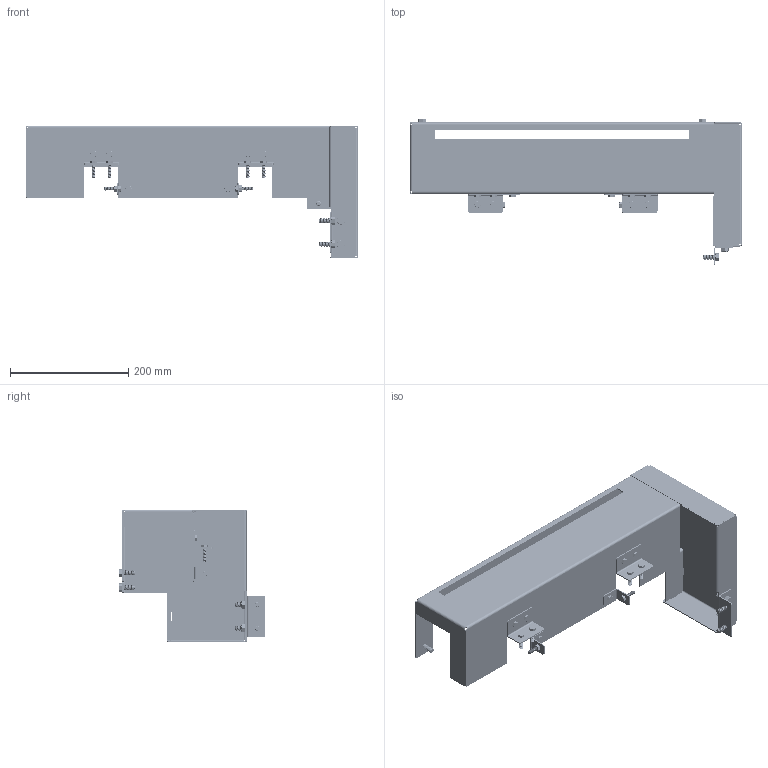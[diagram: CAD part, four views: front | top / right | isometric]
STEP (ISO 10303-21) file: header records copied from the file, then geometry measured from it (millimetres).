
FILE_DESCRIPTION (( 'STEP AP203' ), '1' );
FILE_NAME ('beschermkap samenstelling.STEP', '2019-09-10T09:08:28', ( '' ), ( '' ), 'SwSTEP 2.0', 'SolidWorks 2018', '' );
FILE_SCHEMA (( 'CONFIG_CONTROL_DESIGN' ));
Length unit declared in the file: millimetre
Products named in the file (11): M8_Predeterminado; Beschermkap 3; beschermkap samenstelling; steunpunt 2; civata1_VarsayÕlan; Beschermkap 2; Beschermkap 1; steunpunt; civata_VarsayÕlan; Tuerca_M8x30_paso1,25_Predeterminado; steunpunt 3
Assembly tree (37 placements, depth 2):
  beschermkap samenstelling
    Beschermkap 1
    Beschermkap 2
    Beschermkap 3
    steunpunt 3
    steunpunt 2  x2
    steunpunt  x2
    M8_Predeterminado  x7
    Tuerca_M8x30_paso1,25_Predeterminado  x2
    civata1_VarsayÕlan  x12
    civata_VarsayÕlan  x8
Bounding box: 561.95 x 248.5 x 225 mm (x, y, z)
Volume: 533802.9 mm3; surface area: 547099.5 mm2
Topology: 37 solids, 37 shells, 1853 faces, 4966 edges, 3206 vertices
Faces by surface type: cylinder 1074, plane 482, cone 171, bspline 126
Entity records: 32165 total; most frequent: CARTESIAN_POINT 18795, ORIENTED_EDGE 2538, DIRECTION 2245, EDGE_CURVE 1269, VERTEX_POINT 803, AXIS2_PLACEMENT_3D 779, VECTOR 687, LINE 687
